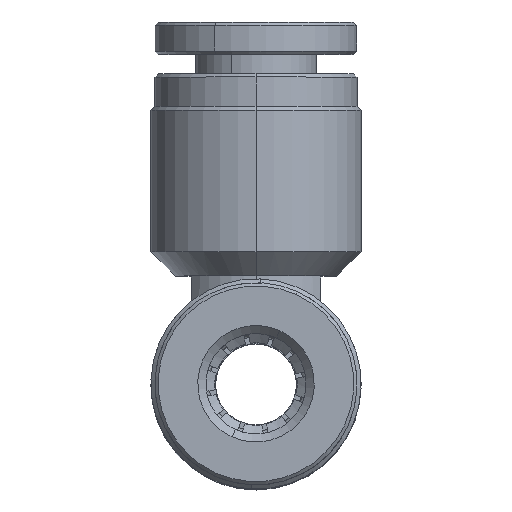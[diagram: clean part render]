
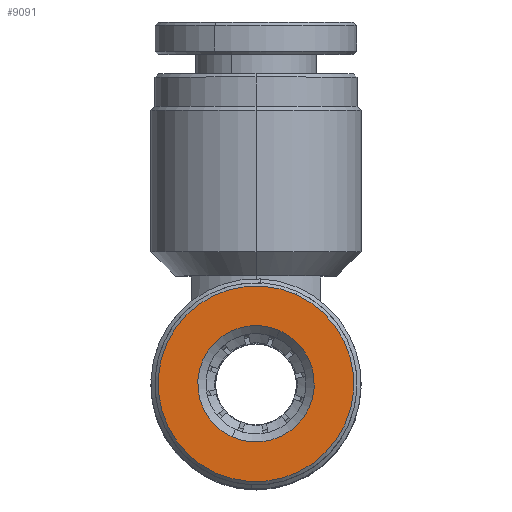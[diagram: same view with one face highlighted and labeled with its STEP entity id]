
A CAD part, top view. The second image highlights one B-rep face of the part: STEP entity #9091.
In plain terms, the highlighted planar face has unit normal (0, 0, 1).
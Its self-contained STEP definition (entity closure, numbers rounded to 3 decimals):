
#314 = DIRECTION ( 'NONE',  ( -0.41, -0.912, 0. ) ) ;
#720 = CIRCLE ( 'NONE', #22661, 3.6 ) ;
#2049 = DIRECTION ( 'NONE',  ( -0.41, -0.912, 0. ) ) ;
#3580 = CARTESIAN_POINT ( 'NONE',  ( 0., 0., 15.7 ) ) ;
#3592 = EDGE_CURVE ( 'NONE', #20207, #28924, #5170, .T. ) ;
#5170 = CIRCLE ( 'NONE', #34708, 3.6 ) ;
#7357 = DIRECTION ( 'NONE',  ( -0.41, -0.912, 0. ) ) ;
#8831 = ORIENTED_EDGE ( 'NONE', *, *, #3592, .T. ) ;
#9091 = ADVANCED_FACE ( 'NONE', ( #34470, #24579 ), #47663, .T. ) ;
#9162 = VERTEX_POINT ( 'NONE', #16430 ) ;
#10129 = CARTESIAN_POINT ( 'NONE',  ( 0., 0., 15.7 ) ) ;
#13910 = DIRECTION ( 'NONE',  ( 0.41, 0.912, 0. ) ) ;
#16430 = CARTESIAN_POINT ( 'NONE',  ( -2.481, -5.518, 15.7 ) ) ;
#17393 = DIRECTION ( 'NONE',  ( 0., 0., 1. ) ) ;
#18316 = AXIS2_PLACEMENT_3D ( 'NONE', #10129, #36123, #13910 ) ;
#19632 = EDGE_CURVE ( 'NONE', #9162, #22513, #45203, .T. ) ;
#20207 = VERTEX_POINT ( 'NONE', #45068 ) ;
#21506 = ORIENTED_EDGE ( 'NONE', *, *, #36358, .T. ) ;
#22513 = VERTEX_POINT ( 'NONE', #48084 ) ;
#22661 = AXIS2_PLACEMENT_3D ( 'NONE', #44854, #22690, #314 ) ;
#22690 = DIRECTION ( 'NONE',  ( 0., 0., -1. ) ) ;
#24433 = DIRECTION ( 'NONE',  ( 0., 0., -1. ) ) ;
#24579 = FACE_OUTER_BOUND ( 'NONE', #36935, .T. ) ;
#28924 = VERTEX_POINT ( 'NONE', #46642 ) ;
#29193 = ORIENTED_EDGE ( 'NONE', *, *, #31412, .T. ) ;
#29712 = DIRECTION ( 'NONE',  ( 0., 0., 1. ) ) ;
#31412 = EDGE_CURVE ( 'NONE', #28924, #20207, #720, .T. ) ;
#32390 = AXIS2_PLACEMENT_3D ( 'NONE', #3580, #29712, #7357 ) ;
#34470 = FACE_BOUND ( 'NONE', #38057, .T. ) ;
#34708 = AXIS2_PLACEMENT_3D ( 'NONE', #46589, #24433, #2049 ) ;
#36123 = DIRECTION ( 'NONE',  ( 0., 0., 1. ) ) ;
#36358 = EDGE_CURVE ( 'NONE', #22513, #9162, #37724, .T. ) ;
#36935 = EDGE_LOOP ( 'NONE', ( #21506, #41755 ) ) ;
#37724 = CIRCLE ( 'NONE', #39425, 6.05 ) ;
#38057 = EDGE_LOOP ( 'NONE', ( #8831, #29193 ) ) ;
#39425 = AXIS2_PLACEMENT_3D ( 'NONE', #39573, #17393, #43275 ) ;
#39573 = CARTESIAN_POINT ( 'NONE',  ( 0., 0., 15.7 ) ) ;
#41755 = ORIENTED_EDGE ( 'NONE', *, *, #19632, .T. ) ;
#43275 = DIRECTION ( 'NONE',  ( 0.41, 0.912, 0. ) ) ;
#44854 = CARTESIAN_POINT ( 'NONE',  ( 0., 0., 15.7 ) ) ;
#45068 = CARTESIAN_POINT ( 'NONE',  ( -1.476, -3.284, 15.7 ) ) ;
#45203 = CIRCLE ( 'NONE', #18316, 6.05 ) ;
#46589 = CARTESIAN_POINT ( 'NONE',  ( 0., 0., 15.7 ) ) ;
#46642 = CARTESIAN_POINT ( 'NONE',  ( 1.476, 3.284, 15.7 ) ) ;
#47663 = PLANE ( 'NONE',  #32390 ) ;
#48084 = CARTESIAN_POINT ( 'NONE',  ( 2.481, 5.518, 15.7 ) ) ;
